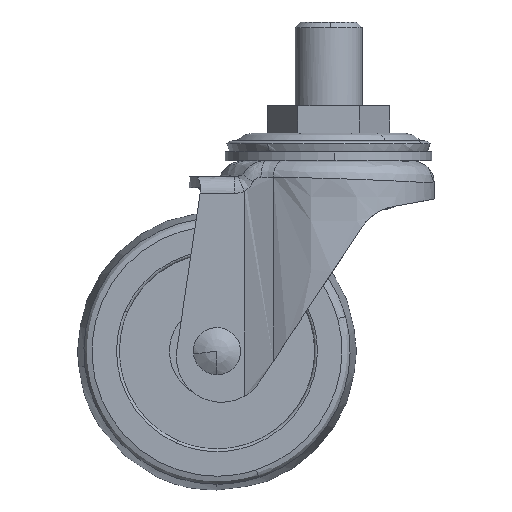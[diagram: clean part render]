
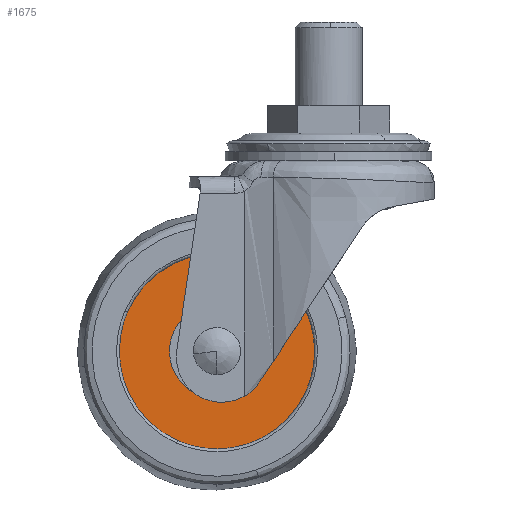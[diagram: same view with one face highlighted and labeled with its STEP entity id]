
A CAD part, front view. The second image highlights one B-rep face of the part: STEP entity #1675.
In plain terms, the highlighted free-form (B-spline) face has degree [1, 1] with [2, 2] control points.
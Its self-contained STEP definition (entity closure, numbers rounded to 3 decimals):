
#66=CARTESIAN_POINT('',(-10.559,-9.5,-38.997));
#67=VERTEX_POINT('',#66);
#68=CARTESIAN_POINT('',(-19.0,-9.5,-48.5));
#69=VERTEX_POINT('',#68);
#70=CARTESIAN_POINT('',(-10.559,-9.5,-38.997));
#71=CARTESIAN_POINT('',(-10.5,-9.5,-39.497));
#72=CARTESIAN_POINT('',(-10.5,-9.5,-40.));
#73=CARTESIAN_POINT('',(-10.5,-9.5,-48.5));
#74=CARTESIAN_POINT('',(-19.0,-9.5,-48.5));
#82=(BOUNDED_CURVE()B_SPLINE_CURVE(2,(#70,#71,#72,#73,#74),.UNSPECIFIED.,.F.,.U.)B_SPLINE_CURVE_WITH_KNOTS((3,2,3),(0.23,0.25,0.5),.UNSPECIFIED.)CURVE()GEOMETRIC_REPRESENTATION_ITEM()RATIONAL_B_SPLINE_CURVE((0.956,0.976,1.0,0.707,1.0))REPRESENTATION_ITEM(''));
#83=EDGE_CURVE('',#67,#69,#82,.T.);
#124=CARTESIAN_POINT('',(-27.484,-9.5,-40.519));
#125=VERTEX_POINT('',#124);
#131=CARTESIAN_POINT('',(-19.0,-9.5,-48.5));
#132=CARTESIAN_POINT('',(-26.996,-9.5,-48.5));
#133=CARTESIAN_POINT('',(-27.484,-9.5,-40.519));
#141=(BOUNDED_CURVE()B_SPLINE_CURVE(2,(#131,#132,#133),.UNSPECIFIED.,.F.,.U.)B_SPLINE_CURVE_WITH_KNOTS((3,3),(0.5,0.739),.UNSPECIFIED.)CURVE()GEOMETRIC_REPRESENTATION_ITEM()RATIONAL_B_SPLINE_CURVE((1.0,0.72,0.976))REPRESENTATION_ITEM(''));
#142=EDGE_CURVE('',#69,#125,#141,.T.);
#165=CARTESIAN_POINT('',(-19.0,-9.5,-31.5));
#166=VERTEX_POINT('',#165);
#167=CARTESIAN_POINT('',(-19.0,-9.5,-31.5));
#168=CARTESIAN_POINT('',(-11.451,-9.5,-31.5));
#169=CARTESIAN_POINT('',(-10.559,-9.5,-38.997));
#177=(BOUNDED_CURVE()B_SPLINE_CURVE(2,(#167,#168,#169),.UNSPECIFIED.,.F.,.U.)B_SPLINE_CURVE_WITH_KNOTS((3,3),(0.0,0.23),.UNSPECIFIED.)CURVE()GEOMETRIC_REPRESENTATION_ITEM()RATIONAL_B_SPLINE_CURVE((1.0,0.731,0.956))REPRESENTATION_ITEM(''));
#178=EDGE_CURVE('',#166,#67,#177,.T.);
#180=CARTESIAN_POINT('',(-27.484,-9.5,-40.519));
#181=CARTESIAN_POINT('',(-27.5,-9.5,-40.26));
#182=CARTESIAN_POINT('',(-27.5,-9.5,-40.));
#183=CARTESIAN_POINT('',(-27.5,-9.5,-31.5));
#184=CARTESIAN_POINT('',(-19.0,-9.5,-31.5));
#192=(BOUNDED_CURVE()B_SPLINE_CURVE(2,(#180,#181,#182,#183,#184),.UNSPECIFIED.,.F.,.U.)B_SPLINE_CURVE_WITH_KNOTS((3,2,3),(0.739,0.75,1.0),.UNSPECIFIED.)CURVE()GEOMETRIC_REPRESENTATION_ITEM()RATIONAL_B_SPLINE_CURVE((0.976,0.988,1.0,0.707,1.0))REPRESENTATION_ITEM(''));
#193=EDGE_CURVE('',#125,#166,#192,.T.);
#645=CARTESIAN_POINT('',(-35.017,-9.5,-32.95));
#646=VERTEX_POINT('',#645);
#647=CARTESIAN_POINT('',(-19.0,-9.5,-22.501));
#648=VERTEX_POINT('',#647);
#649=CARTESIAN_POINT('',(-35.017,-9.5,-32.95));
#650=CARTESIAN_POINT('',(-30.417,-9.5,-22.501));
#651=CARTESIAN_POINT('',(-19.0,-9.5,-22.501));
#659=(BOUNDED_CURVE()B_SPLINE_CURVE(2,(#649,#650,#651),.UNSPECIFIED.,.F.,.U.)B_SPLINE_CURVE_WITH_KNOTS((3,3),(0.818,1.0),.UNSPECIFIED.)CURVE()GEOMETRIC_REPRESENTATION_ITEM()RATIONAL_B_SPLINE_CURVE((0.884,0.787,1.0))REPRESENTATION_ITEM(''));
#660=EDGE_CURVE('',#646,#648,#659,.T.);
#662=CARTESIAN_POINT('',(-19.0,-9.5,-57.5));
#663=VERTEX_POINT('',#662);
#664=CARTESIAN_POINT('',(-19.0,-9.5,-22.501));
#665=CARTESIAN_POINT('',(-1.5,-9.5,-22.501));
#666=CARTESIAN_POINT('',(-1.5,-9.5,-40.));
#667=CARTESIAN_POINT('',(-1.5,-9.5,-57.5));
#668=CARTESIAN_POINT('',(-19.0,-9.5,-57.5));
#676=(BOUNDED_CURVE()B_SPLINE_CURVE(2,(#664,#665,#666,#667,#668),.UNSPECIFIED.,.F.,.U.)B_SPLINE_CURVE_WITH_KNOTS((3,2,3),(0.0,0.25,0.5),.UNSPECIFIED.)CURVE()GEOMETRIC_REPRESENTATION_ITEM()RATIONAL_B_SPLINE_CURVE((1.0,0.707,1.0,0.707,1.0))REPRESENTATION_ITEM(''));
#677=EDGE_CURVE('',#648,#663,#676,.T.);
#679=CARTESIAN_POINT('',(-26.051,-9.5,-56.017));
#680=VERTEX_POINT('',#679);
#681=CARTESIAN_POINT('',(-19.0,-9.5,-57.5));
#682=CARTESIAN_POINT('',(-22.681,-9.5,-57.5));
#683=CARTESIAN_POINT('',(-26.051,-9.5,-56.017));
#691=(BOUNDED_CURVE()B_SPLINE_CURVE(2,(#681,#682,#683),.UNSPECIFIED.,.F.,.U.)B_SPLINE_CURVE_WITH_KNOTS((3,3),(0.5,0.568),.UNSPECIFIED.)CURVE()GEOMETRIC_REPRESENTATION_ITEM()RATIONAL_B_SPLINE_CURVE((1.0,0.92,0.884))REPRESENTATION_ITEM(''));
#692=EDGE_CURVE('',#663,#680,#691,.T.);
#799=CARTESIAN_POINT('',(-26.051,-9.5,-56.017));
#800=CARTESIAN_POINT('',(-36.5,-9.5,-51.417));
#801=CARTESIAN_POINT('',(-36.5,-9.5,-40.));
#802=CARTESIAN_POINT('',(-36.5,-9.5,-36.319));
#803=CARTESIAN_POINT('',(-35.017,-9.5,-32.95));
#811=(BOUNDED_CURVE()B_SPLINE_CURVE(2,(#799,#800,#801,#802,#803),.UNSPECIFIED.,.F.,.U.)B_SPLINE_CURVE_WITH_KNOTS((3,2,3),(0.568,0.75,0.818),.UNSPECIFIED.)CURVE()GEOMETRIC_REPRESENTATION_ITEM()RATIONAL_B_SPLINE_CURVE((0.884,0.787,1.0,0.92,0.884))REPRESENTATION_ITEM(''));
#812=EDGE_CURVE('',#680,#646,#811,.T.);
#1658=CARTESIAN_POINT('',(-38.248,-9.5,-20.752));
#1659=CARTESIAN_POINT('',(-38.248,-9.5,-59.249));
#1660=CARTESIAN_POINT('',(0.248,-9.5,-20.752));
#1661=CARTESIAN_POINT('',(0.248,-9.5,-59.249));
#1662=B_SPLINE_SURFACE_WITH_KNOTS('',1,1,((#1658,#1660),(#1659,#1661)),.UNSPECIFIED.,.F.,.F.,.U.,(2,2),(2,2),(0.0,38.496),(0.0,38.496),.UNSPECIFIED.);
#1663=ORIENTED_EDGE('',*,*,#660,.F.);
#1664=ORIENTED_EDGE('',*,*,#812,.F.);
#1665=ORIENTED_EDGE('',*,*,#692,.F.);
#1666=ORIENTED_EDGE('',*,*,#677,.F.);
#1667=EDGE_LOOP('',(#1663,#1664,#1665,#1666));
#1668=FACE_OUTER_BOUND('',#1667,.T.);
#1669=ORIENTED_EDGE('',*,*,#142,.T.);
#1670=ORIENTED_EDGE('',*,*,#193,.T.);
#1671=ORIENTED_EDGE('',*,*,#178,.T.);
#1672=ORIENTED_EDGE('',*,*,#83,.T.);
#1673=EDGE_LOOP('',(#1669,#1670,#1671,#1672));
#1674=FACE_BOUND('',#1673,.T.);
#1675=ADVANCED_FACE('',(#1668,#1674),#1662,.T.);
